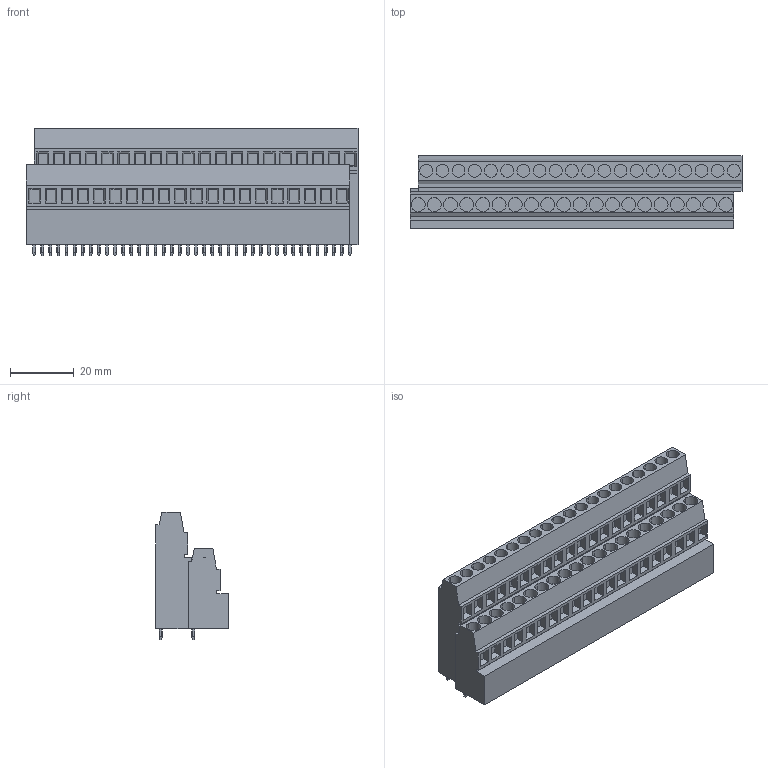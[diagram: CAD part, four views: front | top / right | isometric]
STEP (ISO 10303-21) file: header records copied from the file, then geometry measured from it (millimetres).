
FILE_DESCRIPTION(('CATIA V5 STEP Exchange','CAx-IF Rec.Pracs.--- Model Styling and Organization---1.2---2011-12-15'),'2;1');
FILE_NAME ('D1455740_0_1769420000_1769420000.stp','2018-09-07T14:55:27+00:00',('none'),('Weidmueller'),'CATIA Version 5-6 Release 2014','CATIA V5 STEP AP214','none');
FILE_SCHEMA(('AUTOMOTIVE_DESIGN { 1 0 10303 214 1 1 1 1 }'));
Length unit declared in the file: millimetre
Products named in the file (1): 1769420000
Bounding box: 104.14 x 22.8 x 40.1 mm (x, y, z)
Volume: 59982.4 mm3; surface area: 17360.1 mm2
Topology: 41 solids, 41 shells, 907 faces, 2235 edges, 1490 vertices
Faces by surface type: plane 827, cylinder 80
Entity records: 24913 total; most frequent: CARTESIAN_POINT 4760, ORIENTED_EDGE 4470, DIRECTION 3343, EDGE_CURVE 2235, VECTOR 1755, LINE 1755, VERTEX_POINT 1490, EDGE_LOOP 987
